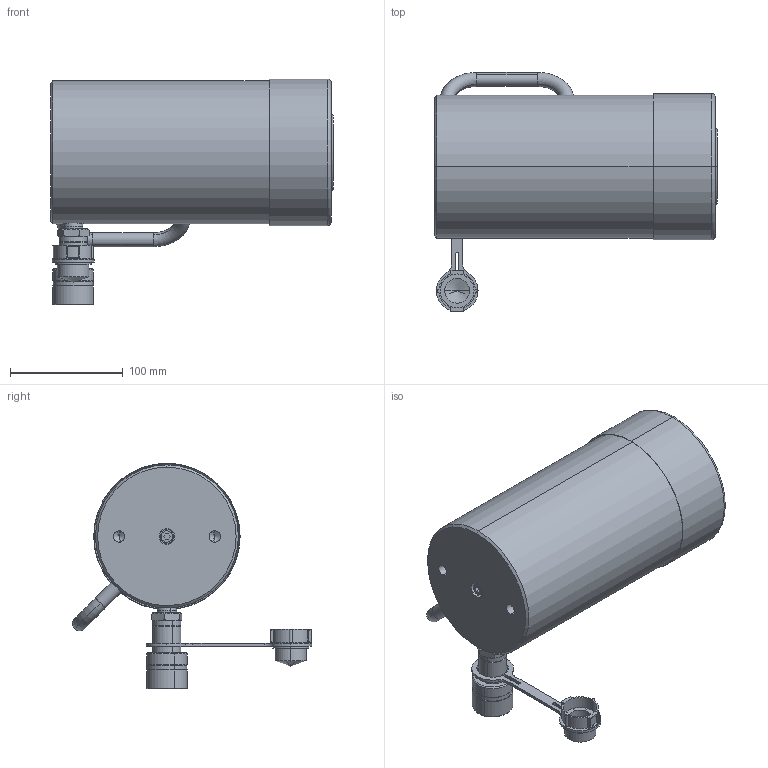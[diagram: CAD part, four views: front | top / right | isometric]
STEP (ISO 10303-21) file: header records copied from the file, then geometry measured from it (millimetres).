
FILE_DESCRIPTION (( 'STEP AP214' ), '1' );
FILE_NAME ('HSS506.STEP', '2017-01-10T11:03:24', ( '' ), ( '' ), 'SwSTEP 2.0', 'SolidWorks 2017', '' );
FILE_SCHEMA (( 'AUTOMOTIVE_DESIGN' ));
Length unit declared in the file: millimetre
Products named in the file (17): WAC006EB000; PISTON TEE SEAL_SEC095GA001; PPC1; HSS506; SIC015ED001; HA50; PTP###T####_PTP127TP050; A1 WIPER_SEC080XE001; CF1; SRC079SJ002; HLC013BM001; SOCKET CAP HEAD SCREWS_BLC006JD040; SOCKET CAP HEAD SCREWS_BLC005HD016; CBC095SG002; PRC095BG002_PRC095BG001; FFC004RC001; SPC058TJ002_SPC058TJ002
Assembly tree (20 placements, depth 2):
  HSS506
    CBC095SG002
    SOCKET CAP HEAD SCREWS_BLC005HD016  x2
    SOCKET CAP HEAD SCREWS_BLC006JD040  x2
    PPC1
    CF1
    HLC013BM001
    PTP###T####_PTP127TP050
    HA50
    PISTON TEE SEAL_SEC095GA001
    SIC015ED001  x2
    SPC058TJ002_SPC058TJ002
    WAC006EB000  x2
    FFC004RC001
    PRC095BG002_PRC095BG001
    SRC079SJ002
    A1 WIPER_SEC080XE001
Bounding box: 251 x 212.41 x 200.3 mm (x, y, z)
Volume: 2538586.8 mm3; surface area: 532965.7 mm2
Topology: 20 solids, 20 shells, 530 faces, 1183 edges, 735 vertices
Faces by surface type: cylinder 208, plane 156, cone 116, torus 48, bspline 2
Entity records: 35195 total; most frequent: CARTESIAN_POINT 22803, DIRECTION 2534, ORIENTED_EDGE 2084, AXIS2_PLACEMENT_3D 1071, EDGE_CURVE 1042, VERTEX_POINT 657, CIRCLE 576, EDGE_LOOP 559
